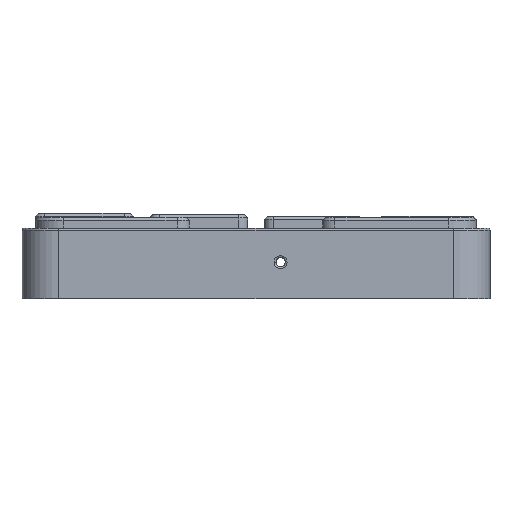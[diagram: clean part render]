
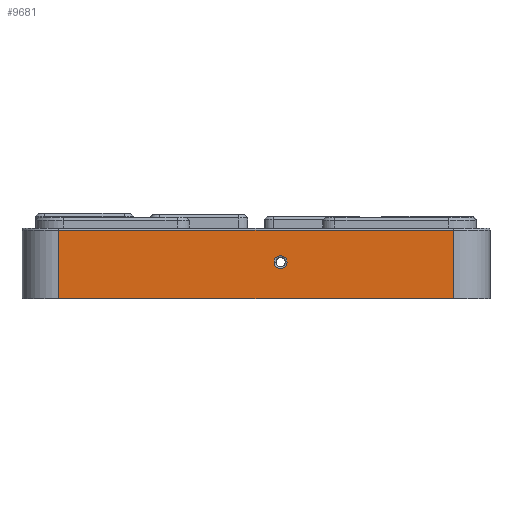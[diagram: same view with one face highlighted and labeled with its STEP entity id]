
A CAD part, front view. The second image highlights one B-rep face of the part: STEP entity #9681.
In plain terms, the highlighted planar face has unit normal (0, -1, 0).
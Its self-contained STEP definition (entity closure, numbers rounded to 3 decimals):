
#292=FACE_BOUND('',#1138,.T.);
#319=PLANE('',#10244);
#594=FACE_OUTER_BOUND('',#1137,.T.);
#1137=EDGE_LOOP('',(#6486,#6487,#6488,#6489));
#1138=EDGE_LOOP('',(#6490));
#1695=LINE('',#13830,#2707);
#1707=LINE('',#13885,#2719);
#1708=LINE('',#13889,#2720);
#1709=LINE('',#13890,#2721);
#2707=VECTOR('',#11086,10.);
#2719=VECTOR('',#11150,10.);
#2720=VECTOR('',#11155,10.);
#2721=VECTOR('',#11156,10.);
#3737=CIRCLE('',#10245,1.05);
#3996=VERTEX_POINT('',#13827);
#3997=VERTEX_POINT('',#13829);
#4014=VERTEX_POINT('',#13884);
#4015=VERTEX_POINT('',#13888);
#4016=VERTEX_POINT('',#13891);
#4938=EDGE_CURVE('',#3996,#3997,#1695,.T.);
#4966=EDGE_CURVE('',#3997,#4014,#1707,.T.);
#4968=EDGE_CURVE('',#4015,#3996,#1708,.T.);
#4969=EDGE_CURVE('',#4015,#4014,#1709,.T.);
#4970=EDGE_CURVE('',#4016,#4016,#3737,.T.);
#6486=ORIENTED_EDGE('',*,*,#4938,.F.);
#6487=ORIENTED_EDGE('',*,*,#4968,.F.);
#6488=ORIENTED_EDGE('',*,*,#4969,.T.);
#6489=ORIENTED_EDGE('',*,*,#4966,.F.);
#6490=ORIENTED_EDGE('',*,*,#4970,.F.);
#9681=ADVANCED_FACE('',(#594,#292),#319,.T.);
#10244=AXIS2_PLACEMENT_3D('',#13887,#11153,#11154);
#10245=AXIS2_PLACEMENT_3D('',#13892,#11157,#11158);
#11086=DIRECTION('',(1.,0.,0.));
#11150=DIRECTION('',(0.,0.,-1.));
#11153=DIRECTION('center_axis',(0.,-1.,0.));
#11154=DIRECTION('ref_axis',(0.,0.,-1.));
#11155=DIRECTION('',(0.,0.,1.));
#11156=DIRECTION('',(1.,0.,0.));
#11157=DIRECTION('center_axis',(0.,-1.,0.));
#11158=DIRECTION('ref_axis',(0.,0.,1.));
#13827=CARTESIAN_POINT('',(-32.1,-42.749,31.7));
#13829=CARTESIAN_POINT('',(32.1,-42.749,31.7));
#13830=CARTESIAN_POINT('',(-20.625,-42.749,31.7));
#13884=CARTESIAN_POINT('',(32.1,-42.749,20.5));
#13885=CARTESIAN_POINT('',(32.1,-42.749,24.912));
#13887=CARTESIAN_POINT('Origin',(-41.25,-42.749,27.2));
#13888=CARTESIAN_POINT('',(-32.1,-42.749,20.5));
#13889=CARTESIAN_POINT('',(-32.1,-42.749,24.912));
#13890=CARTESIAN_POINT('',(37.9,-42.749,20.5));
#13891=CARTESIAN_POINT('',(4.,-42.749,27.55));
#13892=CARTESIAN_POINT('Origin',(4.,-42.749,26.5));
